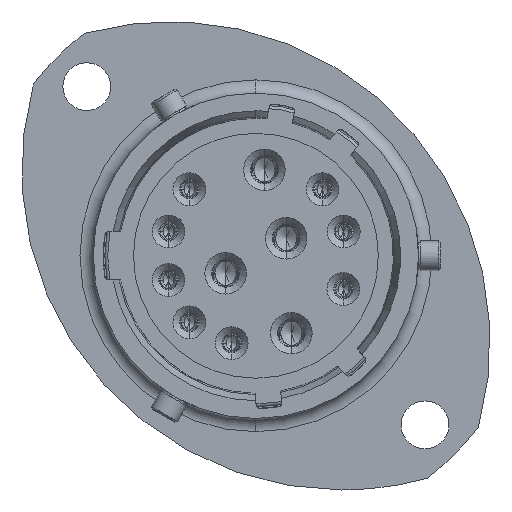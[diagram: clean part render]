
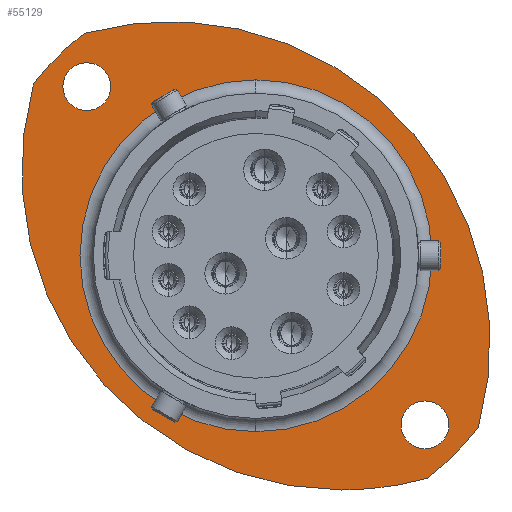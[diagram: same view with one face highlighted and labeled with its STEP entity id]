
A CAD part, left-side view. The second image highlights one B-rep face of the part: STEP entity #55129.
In plain terms, the highlighted planar face has unit normal (-1, 0, 0).
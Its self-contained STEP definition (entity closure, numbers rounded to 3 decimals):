
#535 = CARTESIAN_POINT ( 'NONE',  ( 15.98, -11.49, -11.49 ) ) ;
#1031 = DIRECTION ( 'NONE',  ( 0., 0., -1. ) ) ;
#2005 = DIRECTION ( 'NONE',  ( -1., 0., 0. ) ) ;
#3321 = VERTEX_POINT ( 'NONE', #30593 ) ;
#3332 = FACE_OUTER_BOUND ( 'NONE', #18310, .T. ) ;
#3439 = AXIS2_PLACEMENT_3D ( 'NONE', #29196, #67502, #34642 ) ;
#3921 = EDGE_CURVE ( 'NONE', #52378, #28512, #24512, .T. ) ;
#4144 = DIRECTION ( 'NONE',  ( -1., 0., 0. ) ) ;
#6008 = DIRECTION ( 'NONE',  ( 0., 0., -1. ) ) ;
#6504 = ORIENTED_EDGE ( 'NONE', *, *, #14951, .F. ) ;
#7037 = AXIS2_PLACEMENT_3D ( 'NONE', #31147, #69485, #36604 ) ;
#7044 = CARTESIAN_POINT ( 'NONE',  ( 15.98, 11.49, 13.115 ) ) ;
#7399 = ORIENTED_EDGE ( 'NONE', *, *, #63821, .F. ) ;
#7956 = AXIS2_PLACEMENT_3D ( 'NONE', #27886, #66202, #33347 ) ;
#9025 = CARTESIAN_POINT ( 'NONE',  ( 15.98, 11.673, 15.118 ) ) ;
#10237 = CIRCLE ( 'NONE', #38405, 1.625 ) ;
#10558 = EDGE_CURVE ( 'NONE', #23262, #40405, #57494, .T. ) ;
#10946 = EDGE_CURVE ( 'NONE', #64918, #39117, #10237, .T. ) ;
#11421 = AXIS2_PLACEMENT_3D ( 'NONE', #15266, #53566, #20773 ) ;
#12505 = DIRECTION ( 'NONE',  ( -1., 0., 0. ) ) ;
#13775 = EDGE_LOOP ( 'NONE', ( #41948, #28106 ) ) ;
#13837 = ORIENTED_EDGE ( 'NONE', *, *, #10558, .T. ) ;
#14085 = CARTESIAN_POINT ( 'NONE',  ( 15.98, 15.118, 11.673 ) ) ;
#14951 = EDGE_CURVE ( 'NONE', #47867, #48840, #60148, .T. ) ;
#15094 = VERTEX_POINT ( 'NONE', #52016 ) ;
#15266 = CARTESIAN_POINT ( 'NONE',  ( 15.98, 11.055, 0. ) ) ;
#17917 = FACE_BOUND ( 'NONE', #24921, .T. ) ;
#18113 = EDGE_CURVE ( 'NONE', #48840, #47867, #67442, .T. ) ;
#18310 = EDGE_LOOP ( 'NONE', ( #41944, #65819, #13837, #63711, #45534 ) ) ;
#20773 = DIRECTION ( 'NONE',  ( 0., 0., -1. ) ) ;
#22267 = CIRCLE ( 'NONE', #26623, 21.75 ) ;
#22912 = CIRCLE ( 'NONE', #29769, 1.625 ) ;
#23262 = VERTEX_POINT ( 'NONE', #34879 ) ;
#23502 = CIRCLE ( 'NONE', #7037, 21.75 ) ;
#24512 = CIRCLE ( 'NONE', #63425, 19.1 ) ;
#24921 = EDGE_LOOP ( 'NONE', ( #6504, #55963 ) ) ;
#25991 = AXIS2_PLACEMENT_3D ( 'NONE', #31113, #69456, #36579 ) ;
#26574 = EDGE_LOOP ( 'NONE', ( #47811, #7399 ) ) ;
#26623 = AXIS2_PLACEMENT_3D ( 'NONE', #45269, #12505, #50813 ) ;
#27886 = CARTESIAN_POINT ( 'NONE',  ( 15.98, 0., 0. ) ) ;
#28106 = ORIENTED_EDGE ( 'NONE', *, *, #44200, .T. ) ;
#28215 = DIRECTION ( 'NONE',  ( -1., 0., 0. ) ) ;
#28390 = EDGE_CURVE ( 'NONE', #15094, #3321, #62484, .T. ) ;
#28394 = CARTESIAN_POINT ( 'NONE',  ( 15.98, -15.118, -11.673 ) ) ;
#28512 = VERTEX_POINT ( 'NONE', #14085 ) ;
#28785 = CARTESIAN_POINT ( 'NONE',  ( 15.98, 0., 0. ) ) ;
#29196 = CARTESIAN_POINT ( 'NONE',  ( 15.98, 0., 0. ) ) ;
#29758 = CARTESIAN_POINT ( 'NONE',  ( 15.98, 11.49, 9.865 ) ) ;
#29769 = AXIS2_PLACEMENT_3D ( 'NONE', #36909, #4144, #42447 ) ;
#30593 = CARTESIAN_POINT ( 'NONE',  ( 15.98, 0., 11.955 ) ) ;
#31113 = CARTESIAN_POINT ( 'NONE',  ( 15.98, -5.834, 5.834 ) ) ;
#31147 = CARTESIAN_POINT ( 'NONE',  ( 15.98, -5.834, 5.834 ) ) ;
#33347 = DIRECTION ( 'NONE',  ( 0., 0., -1. ) ) ;
#33787 = DIRECTION ( 'NONE',  ( -1., 0., 0. ) ) ;
#34236 = DIRECTION ( 'NONE',  ( 0., 0., 1. ) ) ;
#34642 = DIRECTION ( 'NONE',  ( 0., 0., -1. ) ) ;
#34745 = CARTESIAN_POINT ( 'NONE',  ( 15.98, -11.49, -11.49 ) ) ;
#34879 = CARTESIAN_POINT ( 'NONE',  ( 15.98, -11.673, -15.118 ) ) ;
#34941 = EDGE_CURVE ( 'NONE', #40405, #52378, #22267, .T. ) ;
#35171 = AXIS2_PLACEMENT_3D ( 'NONE', #61027, #28215, #66526 ) ;
#36579 = DIRECTION ( 'NONE',  ( 0., 0., -1. ) ) ;
#36604 = DIRECTION ( 'NONE',  ( 0., 0., -1. ) ) ;
#36909 = CARTESIAN_POINT ( 'NONE',  ( 15.98, 11.49, 11.49 ) ) ;
#38405 = AXIS2_PLACEMENT_3D ( 'NONE', #66642, #33787, #1031 ) ;
#38766 = DIRECTION ( 'NONE',  ( -1., 0., 0. ) ) ;
#39117 = VERTEX_POINT ( 'NONE', #7044 ) ;
#39764 = CARTESIAN_POINT ( 'NONE',  ( 15.98, -11.49, -13.115 ) ) ;
#40259 = DIRECTION ( 'NONE',  ( 0., 0., -1. ) ) ;
#40405 = VERTEX_POINT ( 'NONE', #28394 ) ;
#41944 = ORIENTED_EDGE ( 'NONE', *, *, #49877, .T. ) ;
#41948 = ORIENTED_EDGE ( 'NONE', *, *, #28390, .T. ) ;
#42447 = DIRECTION ( 'NONE',  ( 0., 0., -1. ) ) ;
#43743 = CARTESIAN_POINT ( 'NONE',  ( 15.98, -11.49, -9.865 ) ) ;
#44200 = EDGE_CURVE ( 'NONE', #3321, #15094, #67716, .T. ) ;
#45269 = CARTESIAN_POINT ( 'NONE',  ( 15.98, 5.834, -5.834 ) ) ;
#45534 = ORIENTED_EDGE ( 'NONE', *, *, #3921, .T. ) ;
#47003 = FACE_BOUND ( 'NONE', #13775, .T. ) ;
#47811 = ORIENTED_EDGE ( 'NONE', *, *, #10946, .F. ) ;
#47867 = VERTEX_POINT ( 'NONE', #39764 ) ;
#48099 = EDGE_CURVE ( 'NONE', #61808, #23262, #23502, .T. ) ;
#48840 = VERTEX_POINT ( 'NONE', #43743 ) ;
#49877 = EDGE_CURVE ( 'NONE', #28512, #61808, #58976, .T. ) ;
#50813 = DIRECTION ( 'NONE',  ( 0., 0., -1. ) ) ;
#52016 = CARTESIAN_POINT ( 'NONE',  ( 15.98, 0., -11.955 ) ) ;
#52378 = VERTEX_POINT ( 'NONE', #9025 ) ;
#53566 = DIRECTION ( 'NONE',  ( 1., 0., 0. ) ) ;
#54127 = AXIS2_PLACEMENT_3D ( 'NONE', #34745, #2005, #40259 ) ;
#54276 = CARTESIAN_POINT ( 'NONE',  ( 15.98, -5.834, -15.916 ) ) ;
#55129 = ADVANCED_FACE ( 'NONE', ( #47003, #61616, #17917, #3332 ), #64371, .F. ) ;
#55963 = ORIENTED_EDGE ( 'NONE', *, *, #18113, .F. ) ;
#57494 = CIRCLE ( 'NONE', #35171, 19.1 ) ;
#58976 = CIRCLE ( 'NONE', #25991, 21.75 ) ;
#59471 = AXIS2_PLACEMENT_3D ( 'NONE', #535, #38766, #6008 ) ;
#60148 = CIRCLE ( 'NONE', #54127, 1.625 ) ;
#61027 = CARTESIAN_POINT ( 'NONE',  ( 15.98, 0., 0. ) ) ;
#61616 = FACE_BOUND ( 'NONE', #26574, .T. ) ;
#61808 = VERTEX_POINT ( 'NONE', #54276 ) ;
#62484 = CIRCLE ( 'NONE', #3439, 11.955 ) ;
#63425 = AXIS2_PLACEMENT_3D ( 'NONE', #28785, #67101, #34236 ) ;
#63711 = ORIENTED_EDGE ( 'NONE', *, *, #34941, .T. ) ;
#63821 = EDGE_CURVE ( 'NONE', #39117, #64918, #22912, .T. ) ;
#64371 = PLANE ( 'NONE',  #11421 ) ;
#64918 = VERTEX_POINT ( 'NONE', #29758 ) ;
#65819 = ORIENTED_EDGE ( 'NONE', *, *, #48099, .T. ) ;
#66202 = DIRECTION ( 'NONE',  ( 1., 0., 0. ) ) ;
#66526 = DIRECTION ( 'NONE',  ( 0., 0., 1. ) ) ;
#66642 = CARTESIAN_POINT ( 'NONE',  ( 15.98, 11.49, 11.49 ) ) ;
#67101 = DIRECTION ( 'NONE',  ( -1., 0., 0. ) ) ;
#67442 = CIRCLE ( 'NONE', #59471, 1.625 ) ;
#67502 = DIRECTION ( 'NONE',  ( 1., 0., 0. ) ) ;
#67716 = CIRCLE ( 'NONE', #7956, 11.955 ) ;
#69456 = DIRECTION ( 'NONE',  ( -1., 0., 0. ) ) ;
#69485 = DIRECTION ( 'NONE',  ( -1., 0., 0. ) ) ;
